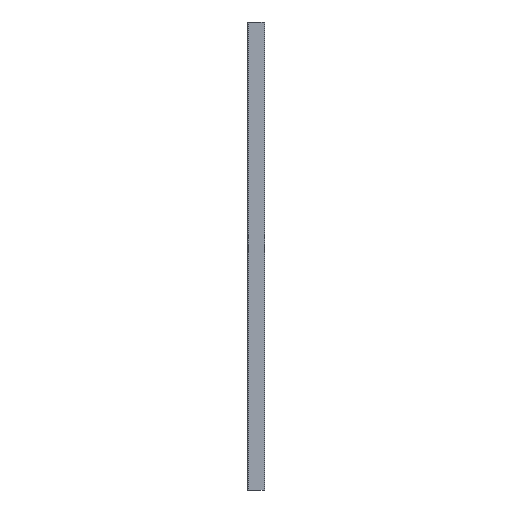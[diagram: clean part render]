
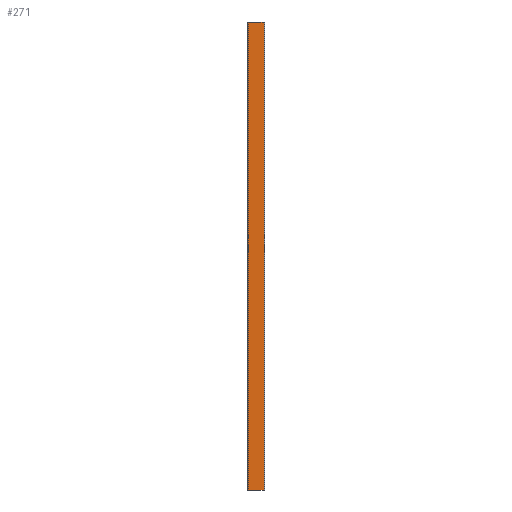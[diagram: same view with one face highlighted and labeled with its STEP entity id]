
A CAD part, left-side view. The second image highlights one B-rep face of the part: STEP entity #271.
In plain terms, the highlighted planar face has unit normal (-1, 0, 0).
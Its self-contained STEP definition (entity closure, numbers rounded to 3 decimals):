
#3 = ORIENTED_EDGE ( 'NONE', *, *, #924, .T. ) ;
#6 = CARTESIAN_POINT ( 'NONE',  ( -27., 1., 0. ) ) ;
#26 = DIRECTION ( 'NONE',  ( 0., 1., 0. ) ) ;
#33 = VECTOR ( 'NONE', #26, 1000. ) ;
#82 = EDGE_LOOP ( 'NONE', ( #459, #83, #551, #3 ) ) ;
#83 = ORIENTED_EDGE ( 'NONE', *, *, #107, .F. ) ;
#107 = EDGE_CURVE ( 'NONE', #1024, #1467, #734, .T. ) ;
#204 = EDGE_CURVE ( 'NONE', #1024, #1474, #1096, .T. ) ;
#271 = ADVANCED_FACE ( 'NONE', ( #677 ), #1445, .T. ) ;
#344 = CARTESIAN_POINT ( 'NONE',  ( -27., 0., 0. ) ) ;
#432 = VERTEX_POINT ( 'NONE', #1547 ) ;
#438 = VECTOR ( 'NONE', #1386, 1000. ) ;
#445 = CARTESIAN_POINT ( 'NONE',  ( -27., 1., 3000. ) ) ;
#459 = ORIENTED_EDGE ( 'NONE', *, *, #1688, .F. ) ;
#551 = ORIENTED_EDGE ( 'NONE', *, *, #204, .T. ) ;
#582 = LINE ( 'NONE', #344, #33 ) ;
#630 = AXIS2_PLACEMENT_3D ( 'NONE', #1485, #1514, #1524 ) ;
#677 = FACE_OUTER_BOUND ( 'NONE', #82, .T. ) ;
#734 = LINE ( 'NONE', #445, #1055 ) ;
#762 = LINE ( 'NONE', #1501, #438 ) ;
#766 = CARTESIAN_POINT ( 'NONE',  ( -27., 1., 3000. ) ) ;
#922 = DIRECTION ( 'NONE',  ( 0., 0., -1. ) ) ;
#924 = EDGE_CURVE ( 'NONE', #1474, #432, #762, .T. ) ;
#1024 = VERTEX_POINT ( 'NONE', #766 ) ;
#1055 = VECTOR ( 'NONE', #922, 1000. ) ;
#1096 = LINE ( 'NONE', #1115, #1456 ) ;
#1115 = CARTESIAN_POINT ( 'NONE',  ( -27., 0., 3000. ) ) ;
#1228 = DIRECTION ( 'NONE',  ( 0., 1., 0. ) ) ;
#1386 = DIRECTION ( 'NONE',  ( 0., 0., -1. ) ) ;
#1445 = PLANE ( 'NONE',  #630 ) ;
#1456 = VECTOR ( 'NONE', #1228, 1000. ) ;
#1467 = VERTEX_POINT ( 'NONE', #6 ) ;
#1474 = VERTEX_POINT ( 'NONE', #1628 ) ;
#1485 = CARTESIAN_POINT ( 'NONE',  ( -27., 0., 3000. ) ) ;
#1501 = CARTESIAN_POINT ( 'NONE',  ( -27., 102., 3000. ) ) ;
#1514 = DIRECTION ( 'NONE',  ( -1., 0., 0. ) ) ;
#1524 = DIRECTION ( 'NONE',  ( 0., 0., 1. ) ) ;
#1547 = CARTESIAN_POINT ( 'NONE',  ( -27., 102., 0. ) ) ;
#1628 = CARTESIAN_POINT ( 'NONE',  ( -27., 102., 3000. ) ) ;
#1688 = EDGE_CURVE ( 'NONE', #1467, #432, #582, .T. ) ;
